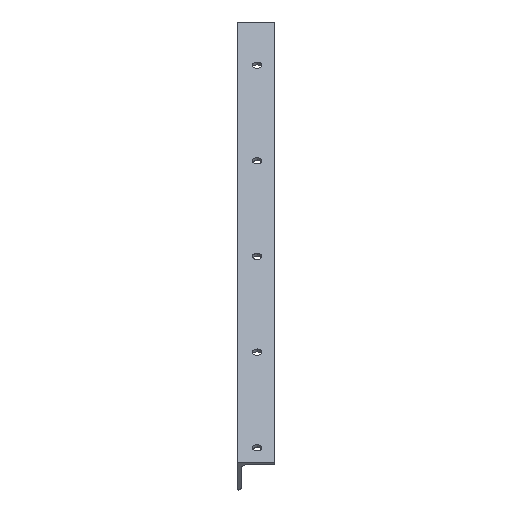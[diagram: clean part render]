
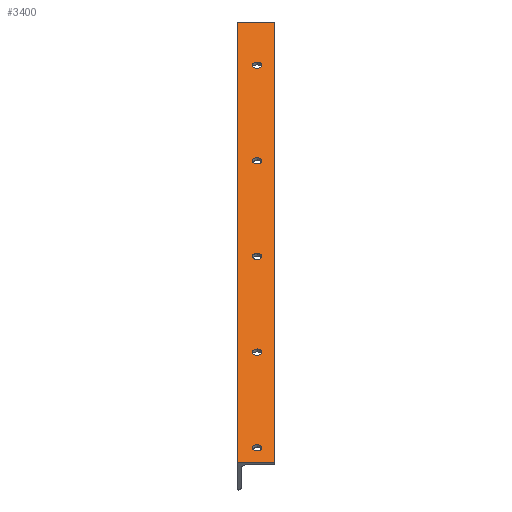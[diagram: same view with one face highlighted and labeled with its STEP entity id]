
A CAD part, left-side view. The second image highlights one B-rep face of the part: STEP entity #3400.
In plain terms, the highlighted face is planar.
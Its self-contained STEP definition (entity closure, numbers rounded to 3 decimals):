
#670=CARTESIAN_POINT('',(0.,50.,
357.08));
#680=VERTEX_POINT('',#670);
#710=CARTESIAN_POINT('',(0.001,-0.001,
357.08));
#720=DIRECTION('',(0.,1.,
0.));
#730=VECTOR('',#720,1.);
#740=LINE('',#710,#730);
#750=CARTESIAN_POINT('',(0.,0.,357.08));
#760=VERTEX_POINT('',#750);
#770=EDGE_CURVE('',#760,#680,#740,.T.);
#1660=CARTESIAN_POINT('',(0.,0.,
1277.323));
#1670=VERTEX_POINT('',#1660);
#1700=CARTESIAN_POINT('',(-0.001,50.,
1277.323));
#1710=DIRECTION('',(0.,-1.,
0.));
#1720=VECTOR('',#1710,1.);
#1730=LINE('',#1700,#1720);
#1740=CARTESIAN_POINT('',(0.,50.,1277.323));
#1750=VERTEX_POINT('',#1740);
#1760=EDGE_CURVE('',#1750,#1670,#1730,.T.);
#2370=CARTESIAN_POINT('',(0.,0.,1277.323));
#2380=DIRECTION('',(0.,0.,-1.));
#2390=VECTOR('',#2380,1.);
#2400=LINE('',#2370,#2390);
#2410=EDGE_CURVE('',#1670,#760,#2400,.T.);
#2490=CARTESIAN_POINT('',(0.,50.,356.48));
#2500=DIRECTION('',(-1.,0.,0.));
#2510=DIRECTION('',(0.,-1.,0.));
#2520=AXIS2_PLACEMENT_3D('',#2490,#2500,#2510);
#2530=PLANE('',#2520);
#2540=CARTESIAN_POINT('',(0.,50.,1277.323));
#2550=DIRECTION('',(0.,0.,-1.));
#2560=VECTOR('',#2550,1.);
#2570=LINE('',#2540,#2560);
#2580=EDGE_CURVE('',#1750,#680,#2570,.T.);
#2590=ORIENTED_EDGE('',*,*,#2580,.T.);
#2600=ORIENTED_EDGE('',*,*,#1760,.F.);
#2610=ORIENTED_EDGE('',*,*,#2410,.F.);
#2620=ORIENTED_EDGE('',*,*,#770,.F.);
#2630=EDGE_LOOP('',(#2620,#2610,#2600,#2590));
#2640=FACE_OUTER_BOUND('',#2630,.T.);
#2650=CARTESIAN_POINT('',(0.,26.5,1247.244));
#2660=DIRECTION('',(1.,0.,0.));
#2670=DIRECTION('',(0.,0.,1.));
#2680=AXIS2_PLACEMENT_3D('',#2650,#2660,#2670);
#2690=CIRCLE('',#2680,6.5);
#2700=CARTESIAN_POINT('',(0.,26.5,1240.744));
#2710=VERTEX_POINT('',#2700);
#2720=CARTESIAN_POINT('',(0.,26.5,1253.744));
#2730=VERTEX_POINT('',#2720);
#2740=EDGE_CURVE('',#2710,#2730,#2690,.T.);
#2750=ORIENTED_EDGE('',*,*,#2740,.T.);
#2760=EDGE_CURVE('',#2730,#2710,#2690,.T.);
#2770=ORIENTED_EDGE('',*,*,#2760,.T.);
#2780=EDGE_LOOP('',(#2770,#2750));
#2790=FACE_BOUND('',#2780,.T.);
#2800=CARTESIAN_POINT('',(0.,26.5,1047.244));
#2810=DIRECTION('',(1.,0.,0.));
#2820=DIRECTION('',(0.,0.,1.));
#2830=AXIS2_PLACEMENT_3D('',#2800,#2810,#2820);
#2840=CIRCLE('',#2830,6.5);
#2850=CARTESIAN_POINT('',(0.,26.5,1053.744));
#2860=VERTEX_POINT('',#2850);
#2870=CARTESIAN_POINT('',(0.,26.5,1040.744));
#2880=VERTEX_POINT('',#2870);
#2890=EDGE_CURVE('',#2860,#2880,#2840,.T.);
#2900=ORIENTED_EDGE('',*,*,#2890,.T.);
#2910=EDGE_CURVE('',#2880,#2860,#2840,.T.);
#2920=ORIENTED_EDGE('',*,*,#2910,.T.);
#2930=EDGE_LOOP('',(#2920,#2900));
#2940=FACE_BOUND('',#2930,.T.);
#2950=CARTESIAN_POINT('',(0.,26.5,847.244));
#2960=DIRECTION('',(1.,0.,0.));
#2970=DIRECTION('',(0.,0.,1.));
#2980=AXIS2_PLACEMENT_3D('',#2950,#2960,#2970);
#2990=CIRCLE('',#2980,6.5);
#3000=CARTESIAN_POINT('',(0.,26.5,853.744));
#3010=VERTEX_POINT('',#3000);
#3020=CARTESIAN_POINT('',(0.,26.5,840.744));
#3030=VERTEX_POINT('',#3020);
#3040=EDGE_CURVE('',#3010,#3030,#2990,.T.);
#3050=ORIENTED_EDGE('',*,*,#3040,.T.);
#3060=EDGE_CURVE('',#3030,#3010,#2990,.T.);
#3070=ORIENTED_EDGE('',*,*,#3060,.T.);
#3080=EDGE_LOOP('',(#3070,#3050));
#3090=FACE_BOUND('',#3080,.T.);
#3100=CARTESIAN_POINT('',(0.,26.5,647.244));
#3110=DIRECTION('',(1.,0.,0.));
#3120=DIRECTION('',(0.,0.,-1.));
#3130=AXIS2_PLACEMENT_3D('',#3100,#3110,#3120);
#3140=CIRCLE('',#3130,6.5);
#3150=CARTESIAN_POINT('',(0.,26.5,640.744));
#3160=VERTEX_POINT('',#3150);
#3170=CARTESIAN_POINT('',(0.,26.5,653.744));
#3180=VERTEX_POINT('',#3170);
#3190=EDGE_CURVE('',#3160,#3180,#3140,.T.);
#3200=ORIENTED_EDGE('',*,*,#3190,.T.);
#3210=EDGE_CURVE('',#3180,#3160,#3140,.T.);
#3220=ORIENTED_EDGE('',*,*,#3210,.T.);
#3230=EDGE_LOOP('',(#3220,#3200));
#3240=FACE_BOUND('',#3230,.T.);
#3250=CARTESIAN_POINT('',(0.,26.5,447.244));
#3260=DIRECTION('',(1.,0.,0.));
#3270=DIRECTION('',(0.,0.,1.));
#3280=AXIS2_PLACEMENT_3D('',#3250,#3260,#3270);
#3290=CIRCLE('',#3280,6.5);
#3300=CARTESIAN_POINT('',(0.,26.5,453.744));
#3310=VERTEX_POINT('',#3300);
#3320=CARTESIAN_POINT('',(0.,26.5,440.744));
#3330=VERTEX_POINT('',#3320);
#3340=EDGE_CURVE('',#3310,#3330,#3290,.T.);
#3350=ORIENTED_EDGE('',*,*,#3340,.T.);
#3360=EDGE_CURVE('',#3330,#3310,#3290,.T.);
#3370=ORIENTED_EDGE('',*,*,#3360,.T.);
#3380=EDGE_LOOP('',(#3370,#3350));
#3390=FACE_BOUND('',#3380,.T.);
#3400=ADVANCED_FACE('',(#2640,#2790,#2940,#3090,#3240,#3390),#2530,.T.);
